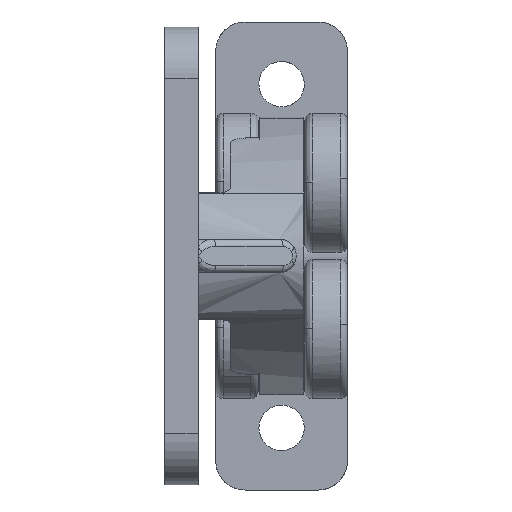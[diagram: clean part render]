
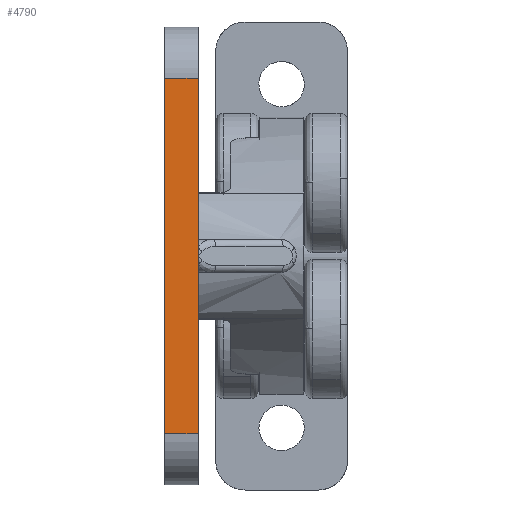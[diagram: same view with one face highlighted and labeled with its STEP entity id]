
A CAD part, left-side view. The second image highlights one B-rep face of the part: STEP entity #4790.
In plain terms, the highlighted free-form (B-spline) face has degree [1, 1] with [2, 2] control points.
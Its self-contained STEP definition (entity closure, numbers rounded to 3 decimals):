
#4722=CARTESIAN_POINT('',(0.0,0.0,12.15));
#4723=VERTEX_POINT('',#4722);
#4738=CARTESIAN_POINT('',(0.0,-2.3,12.15));
#4739=VERTEX_POINT('',#4738);
#4740=CARTESIAN_POINT('',(0.0,-2.3,12.15));
#4741=CARTESIAN_POINT('',(0.0,0.0,12.15));
#4742=QUASI_UNIFORM_CURVE('',1,(#4740,#4741),.UNSPECIFIED.,.F.,.U.);
#4743=EDGE_CURVE('',#4739,#4723,#4742,.T.);
#4763=CARTESIAN_POINT('',(0.0,-2.415,-13.363));
#4764=CARTESIAN_POINT('',(0.0,-2.415,13.364));
#4765=CARTESIAN_POINT('',(0.0,0.115,-13.363));
#4766=CARTESIAN_POINT('',(0.0,0.115,13.364));
#4767=B_SPLINE_SURFACE_WITH_KNOTS('',1,1,((#4763,#4765),(#4764,#4766)),.UNSPECIFIED.,.F.,.F.,.U.,(2,2),(2,2),(0.0,26.727),(0.0,2.53),.UNSPECIFIED.);
#4768=CARTESIAN_POINT('',(0.0,0.0,-12.15));
#4769=VERTEX_POINT('',#4768);
#4770=CARTESIAN_POINT('',(0.0,0.0,-12.15));
#4771=CARTESIAN_POINT('',(0.0,0.0,12.15));
#4772=QUASI_UNIFORM_CURVE('',1,(#4770,#4771),.UNSPECIFIED.,.F.,.U.);
#4773=EDGE_CURVE('',#4769,#4723,#4772,.T.);
#4774=ORIENTED_EDGE('',*,*,#4773,.F.);
#4775=CARTESIAN_POINT('',(0.0,-2.3,-12.15));
#4776=VERTEX_POINT('',#4775);
#4777=CARTESIAN_POINT('',(0.0,-2.3,-12.15));
#4778=CARTESIAN_POINT('',(0.0,0.0,-12.15));
#4779=QUASI_UNIFORM_CURVE('',1,(#4777,#4778),.UNSPECIFIED.,.F.,.U.);
#4780=EDGE_CURVE('',#4776,#4769,#4779,.T.);
#4781=ORIENTED_EDGE('',*,*,#4780,.F.);
#4782=CARTESIAN_POINT('',(0.0,-2.3,-12.15));
#4783=CARTESIAN_POINT('',(0.0,-2.3,12.15));
#4784=QUASI_UNIFORM_CURVE('',1,(#4782,#4783),.UNSPECIFIED.,.F.,.U.);
#4785=EDGE_CURVE('',#4776,#4739,#4784,.T.);
#4786=ORIENTED_EDGE('',*,*,#4785,.T.);
#4787=ORIENTED_EDGE('',*,*,#4743,.T.);
#4788=EDGE_LOOP('',(#4774,#4781,#4786,#4787));
#4789=FACE_OUTER_BOUND('',#4788,.T.);
#4790=ADVANCED_FACE('',(#4789),#4767,.T.);
